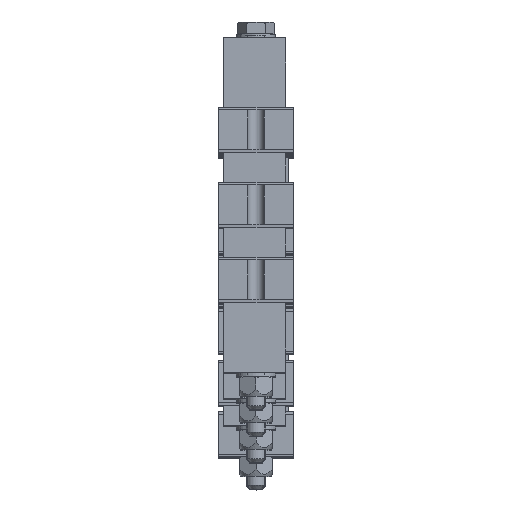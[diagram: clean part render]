
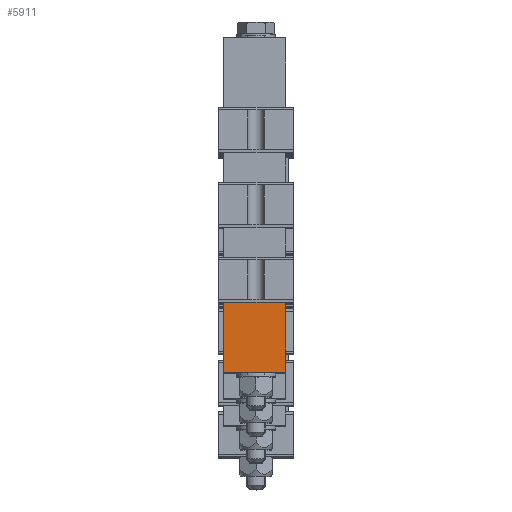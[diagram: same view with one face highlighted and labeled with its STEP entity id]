
A CAD part, top view. The second image highlights one B-rep face of the part: STEP entity #5911.
In plain terms, the highlighted planar face has unit normal (0, 0, 1).
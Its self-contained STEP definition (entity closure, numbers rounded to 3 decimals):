
#5911=ADVANCED_FACE('',(#12094),#12095,.F.);
#12094=FACE_OUTER_BOUND('',#18428,.T.);
#12095=PLANE('',#18429);
#18428=EDGE_LOOP('',(#36717,#36718,#36719,#36720));
#18429=AXIS2_PLACEMENT_3D('',#36721,#36722,#36723);
#36717=ORIENTED_EDGE('',*,*,#45048,.T.);
#36718=ORIENTED_EDGE('',*,*,#45049,.F.);
#36719=ORIENTED_EDGE('',*,*,#44628,.F.);
#36720=ORIENTED_EDGE('',*,*,#45050,.T.);
#36721=CARTESIAN_POINT('',(2.,74.9,1363.495));
#36722=DIRECTION('',(0.,0.,-1.0));
#36723=DIRECTION('',(1.0,0.,0.0));
#44628=EDGE_CURVE('',#55332,#55334,#55335,.T.);
#45048=EDGE_CURVE('',#55958,#55959,#55960,.T.);
#45049=EDGE_CURVE('',#55334,#55959,#55961,.T.);
#45050=EDGE_CURVE('',#55332,#55958,#55962,.T.);
#55332=VERTEX_POINT('',#71374);
#55334=VERTEX_POINT('',#71377);
#55335=LINE('',#71378,#71379);
#55958=VERTEX_POINT('',#72304);
#55959=VERTEX_POINT('',#72305);
#55960=LINE('',#72306,#72307);
#55961=LINE('',#72308,#72309);
#55962=LINE('',#72310,#72311);
#71374=CARTESIAN_POINT('',(2.,74.9,1363.495));
#71377=CARTESIAN_POINT('',(26.98,74.9,1363.495));
#71378=CARTESIAN_POINT('',(2.,74.9,1363.495));
#71379=VECTOR('',#79015,1.0);
#72304=CARTESIAN_POINT('',(2.,44.9,1363.495));
#72305=CARTESIAN_POINT('',(26.98,44.9,1363.495));
#72306=CARTESIAN_POINT('',(2.,44.9,1363.495));
#72307=VECTOR('',#79348,1.0);
#72308=CARTESIAN_POINT('',(26.98,74.9,1363.495));
#72309=VECTOR('',#79349,1.0);
#72310=CARTESIAN_POINT('',(2.,74.9,1363.495));
#72311=VECTOR('',#79350,1.0);
#79015=DIRECTION('',(1.0,0.,0.));
#79348=DIRECTION('',(1.0,0.,0.));
#79349=DIRECTION('',(0.0,-1.0,0.));
#79350=DIRECTION('',(0.0,-1.0,0.));
